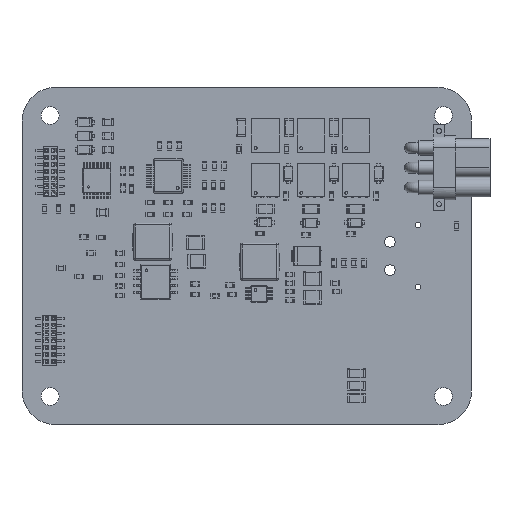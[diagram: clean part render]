
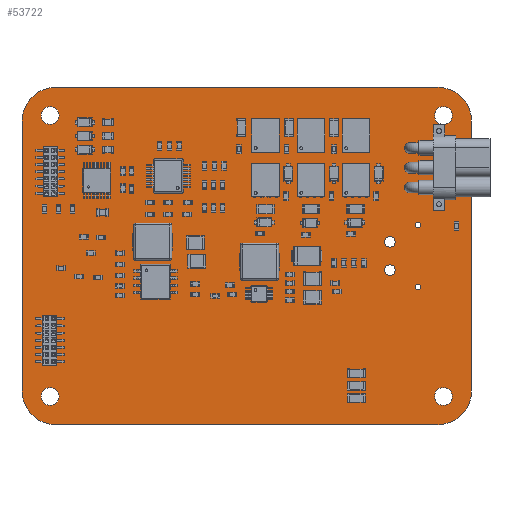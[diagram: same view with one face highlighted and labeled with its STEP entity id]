
A CAD part, top view. The second image highlights one B-rep face of the part: STEP entity #53722.
In plain terms, the highlighted planar face has unit normal (0, 0, 1).
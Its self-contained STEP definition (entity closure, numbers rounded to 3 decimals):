
#53430 = VERTEX_POINT('',#53431);
#53431 = CARTESIAN_POINT('',(190.972,-46.2,1.51));
#53437 = EDGE_CURVE('',#53430,#53438,#53440,.T.);
#53438 = VERTEX_POINT('',#53439);
#53439 = CARTESIAN_POINT('',(196.972,-52.2,1.51));
#53440 = CIRCLE('',#53441,6.);
#53441 = AXIS2_PLACEMENT_3D('',#53442,#53443,#53444);
#53442 = CARTESIAN_POINT('',(190.972,-52.2,1.51));
#53443 = DIRECTION('',(0.,0.,-1.));
#53444 = DIRECTION('',(0.,1.,0.));
#53472 = VERTEX_POINT('',#53473);
#53473 = CARTESIAN_POINT('',(122.972,-46.2,1.51));
#53479 = EDGE_CURVE('',#53472,#53430,#53480,.T.);
#53480 = LINE('',#53481,#53482);
#53481 = CARTESIAN_POINT('',(122.972,-46.2,1.51));
#53482 = VECTOR('',#53483,1.);
#53483 = DIRECTION('',(1.,0.,0.));
#53501 = EDGE_CURVE('',#53438,#53502,#53504,.T.);
#53502 = VERTEX_POINT('',#53503);
#53503 = CARTESIAN_POINT('',(196.972,-100.2,1.51));
#53504 = LINE('',#53505,#53506);
#53505 = CARTESIAN_POINT('',(196.972,-52.2,1.51));
#53506 = VECTOR('',#53507,1.);
#53507 = DIRECTION('',(0.,-1.,0.));
#53722 = ADVANCED_FACE('',(#53723,#53769,#53780,#53791,#53802,#53813,
    #53824,#53835,#53846,#53857,#53868,#53879,#53890,#53901),#53912,.T.
  );
#53723 = FACE_BOUND('',#53724,.T.);
#53724 = EDGE_LOOP('',(#53725,#53726,#53727,#53736,#53744,#53753,#53761,
    #53768));
#53725 = ORIENTED_EDGE('',*,*,#53437,.F.);
#53726 = ORIENTED_EDGE('',*,*,#53479,.F.);
#53727 = ORIENTED_EDGE('',*,*,#53728,.F.);
#53728 = EDGE_CURVE('',#53729,#53472,#53731,.T.);
#53729 = VERTEX_POINT('',#53730);
#53730 = CARTESIAN_POINT('',(116.972,-52.2,1.51));
#53731 = CIRCLE('',#53732,6.);
#53732 = AXIS2_PLACEMENT_3D('',#53733,#53734,#53735);
#53733 = CARTESIAN_POINT('',(122.972,-52.2,1.51));
#53734 = DIRECTION('',(0.,0.,-1.));
#53735 = DIRECTION('',(-1.,0.,-0.));
#53736 = ORIENTED_EDGE('',*,*,#53737,.F.);
#53737 = EDGE_CURVE('',#53738,#53729,#53740,.T.);
#53738 = VERTEX_POINT('',#53739);
#53739 = CARTESIAN_POINT('',(116.972,-100.2,1.51));
#53740 = LINE('',#53741,#53742);
#53741 = CARTESIAN_POINT('',(116.972,-100.2,1.51));
#53742 = VECTOR('',#53743,1.);
#53743 = DIRECTION('',(0.,1.,0.));
#53744 = ORIENTED_EDGE('',*,*,#53745,.F.);
#53745 = EDGE_CURVE('',#53746,#53738,#53748,.T.);
#53746 = VERTEX_POINT('',#53747);
#53747 = CARTESIAN_POINT('',(122.972,-106.2,1.51));
#53748 = CIRCLE('',#53749,6.);
#53749 = AXIS2_PLACEMENT_3D('',#53750,#53751,#53752);
#53750 = CARTESIAN_POINT('',(122.972,-100.2,1.51));
#53751 = DIRECTION('',(0.,0.,-1.));
#53752 = DIRECTION('',(0.,-1.,0.));
#53753 = ORIENTED_EDGE('',*,*,#53754,.F.);
#53754 = EDGE_CURVE('',#53755,#53746,#53757,.T.);
#53755 = VERTEX_POINT('',#53756);
#53756 = CARTESIAN_POINT('',(190.972,-106.2,1.51));
#53757 = LINE('',#53758,#53759);
#53758 = CARTESIAN_POINT('',(190.972,-106.2,1.51));
#53759 = VECTOR('',#53760,1.);
#53760 = DIRECTION('',(-1.,0.,0.));
#53761 = ORIENTED_EDGE('',*,*,#53762,.F.);
#53762 = EDGE_CURVE('',#53502,#53755,#53763,.T.);
#53763 = CIRCLE('',#53764,6.);
#53764 = AXIS2_PLACEMENT_3D('',#53765,#53766,#53767);
#53765 = CARTESIAN_POINT('',(190.972,-100.2,1.51));
#53766 = DIRECTION('',(0.,0.,-1.));
#53767 = DIRECTION('',(1.,0.,0.));
#53768 = ORIENTED_EDGE('',*,*,#53501,.F.);
#53769 = FACE_BOUND('',#53770,.T.);
#53770 = EDGE_LOOP('',(#53771));
#53771 = ORIENTED_EDGE('',*,*,#53772,.F.);
#53772 = EDGE_CURVE('',#53773,#53773,#53775,.T.);
#53773 = VERTEX_POINT('',#53774);
#53774 = CARTESIAN_POINT('',(123.572,-101.2,1.51));
#53775 = CIRCLE('',#53776,1.6);
#53776 = AXIS2_PLACEMENT_3D('',#53777,#53778,#53779);
#53777 = CARTESIAN_POINT('',(121.972,-101.2,1.51));
#53778 = DIRECTION('',(0.,0.,1.));
#53779 = DIRECTION('',(1.,0.,-0.));
#53780 = FACE_BOUND('',#53781,.T.);
#53781 = EDGE_LOOP('',(#53782));
#53782 = ORIENTED_EDGE('',*,*,#53783,.F.);
#53783 = EDGE_CURVE('',#53784,#53784,#53786,.T.);
#53784 = VERTEX_POINT('',#53785);
#53785 = CARTESIAN_POINT('',(193.572,-101.2,1.51));
#53786 = CIRCLE('',#53787,1.6);
#53787 = AXIS2_PLACEMENT_3D('',#53788,#53789,#53790);
#53788 = CARTESIAN_POINT('',(191.972,-101.2,1.51));
#53789 = DIRECTION('',(0.,0.,1.));
#53790 = DIRECTION('',(1.,0.,-0.));
#53791 = FACE_BOUND('',#53792,.T.);
#53792 = EDGE_LOOP('',(#53793));
#53793 = ORIENTED_EDGE('',*,*,#53794,.T.);
#53794 = EDGE_CURVE('',#53795,#53795,#53797,.T.);
#53795 = VERTEX_POINT('',#53796);
#53796 = CARTESIAN_POINT('',(182.45,-79.65,1.51));
#53797 = CIRCLE('',#53798,0.95);
#53798 = AXIS2_PLACEMENT_3D('',#53799,#53800,#53801);
#53799 = CARTESIAN_POINT('',(182.45,-78.7,1.51));
#53800 = DIRECTION('',(-0.,0.,-1.));
#53801 = DIRECTION('',(-0.,-1.,0.));
#53802 = FACE_BOUND('',#53803,.T.);
#53803 = EDGE_LOOP('',(#53804));
#53804 = ORIENTED_EDGE('',*,*,#53805,.T.);
#53805 = EDGE_CURVE('',#53806,#53806,#53808,.T.);
#53806 = VERTEX_POINT('',#53807);
#53807 = CARTESIAN_POINT('',(187.45,-82.2,1.51));
#53808 = CIRCLE('',#53809,0.5);
#53809 = AXIS2_PLACEMENT_3D('',#53810,#53811,#53812);
#53810 = CARTESIAN_POINT('',(187.45,-81.7,1.51));
#53811 = DIRECTION('',(-0.,0.,-1.));
#53812 = DIRECTION('',(-0.,-1.,0.));
#53813 = FACE_BOUND('',#53814,.T.);
#53814 = EDGE_LOOP('',(#53815));
#53815 = ORIENTED_EDGE('',*,*,#53816,.F.);
#53816 = EDGE_CURVE('',#53817,#53817,#53819,.T.);
#53817 = VERTEX_POINT('',#53818);
#53818 = CARTESIAN_POINT('',(123.572,-51.2,1.51));
#53819 = CIRCLE('',#53820,1.6);
#53820 = AXIS2_PLACEMENT_3D('',#53821,#53822,#53823);
#53821 = CARTESIAN_POINT('',(121.972,-51.2,1.51));
#53822 = DIRECTION('',(0.,0.,1.));
#53823 = DIRECTION('',(1.,0.,-0.));
#53824 = FACE_BOUND('',#53825,.T.);
#53825 = EDGE_LOOP('',(#53826));
#53826 = ORIENTED_EDGE('',*,*,#53827,.T.);
#53827 = EDGE_CURVE('',#53828,#53828,#53830,.T.);
#53828 = VERTEX_POINT('',#53829);
#53829 = CARTESIAN_POINT('',(182.45,-74.65,1.51));
#53830 = CIRCLE('',#53831,0.95);
#53831 = AXIS2_PLACEMENT_3D('',#53832,#53833,#53834);
#53832 = CARTESIAN_POINT('',(182.45,-73.7,1.51));
#53833 = DIRECTION('',(-0.,0.,-1.));
#53834 = DIRECTION('',(-0.,-1.,0.));
#53835 = FACE_BOUND('',#53836,.T.);
#53836 = EDGE_LOOP('',(#53837));
#53837 = ORIENTED_EDGE('',*,*,#53838,.T.);
#53838 = EDGE_CURVE('',#53839,#53839,#53841,.T.);
#53839 = VERTEX_POINT('',#53840);
#53840 = CARTESIAN_POINT('',(187.45,-71.2,1.51));
#53841 = CIRCLE('',#53842,0.5);
#53842 = AXIS2_PLACEMENT_3D('',#53843,#53844,#53845);
#53843 = CARTESIAN_POINT('',(187.45,-70.7,1.51));
#53844 = DIRECTION('',(-0.,0.,-1.));
#53845 = DIRECTION('',(-0.,-1.,0.));
#53846 = FACE_BOUND('',#53847,.T.);
#53847 = EDGE_LOOP('',(#53848));
#53848 = ORIENTED_EDGE('',*,*,#53849,.T.);
#53849 = EDGE_CURVE('',#53850,#53850,#53852,.T.);
#53850 = VERTEX_POINT('',#53851);
#53851 = CARTESIAN_POINT('',(191.175,-67.5,1.51));
#53852 = CIRCLE('',#53853,0.5);
#53853 = AXIS2_PLACEMENT_3D('',#53854,#53855,#53856);
#53854 = CARTESIAN_POINT('',(191.175,-67.,1.51));
#53855 = DIRECTION('',(-0.,0.,-1.));
#53856 = DIRECTION('',(-0.,-1.,0.));
#53857 = FACE_BOUND('',#53858,.T.);
#53858 = EDGE_LOOP('',(#53859));
#53859 = ORIENTED_EDGE('',*,*,#53860,.T.);
#53860 = EDGE_CURVE('',#53861,#53861,#53863,.T.);
#53861 = VERTEX_POINT('',#53862);
#53862 = CARTESIAN_POINT('',(186.175,-64.95,1.51));
#53863 = CIRCLE('',#53864,0.95);
#53864 = AXIS2_PLACEMENT_3D('',#53865,#53866,#53867);
#53865 = CARTESIAN_POINT('',(186.175,-64.,1.51));
#53866 = DIRECTION('',(-0.,0.,-1.));
#53867 = DIRECTION('',(-0.,-1.,0.));
#53868 = FACE_BOUND('',#53869,.T.);
#53869 = EDGE_LOOP('',(#53870));
#53870 = ORIENTED_EDGE('',*,*,#53871,.T.);
#53871 = EDGE_CURVE('',#53872,#53872,#53874,.T.);
#53872 = VERTEX_POINT('',#53873);
#53873 = CARTESIAN_POINT('',(186.175,-61.45,1.51));
#53874 = CIRCLE('',#53875,0.95);
#53875 = AXIS2_PLACEMENT_3D('',#53876,#53877,#53878);
#53876 = CARTESIAN_POINT('',(186.175,-60.5,1.51));
#53877 = DIRECTION('',(-0.,0.,-1.));
#53878 = DIRECTION('',(-0.,-1.,0.));
#53879 = FACE_BOUND('',#53880,.T.);
#53880 = EDGE_LOOP('',(#53881));
#53881 = ORIENTED_EDGE('',*,*,#53882,.T.);
#53882 = EDGE_CURVE('',#53883,#53883,#53885,.T.);
#53883 = VERTEX_POINT('',#53884);
#53884 = CARTESIAN_POINT('',(186.175,-57.95,1.51));
#53885 = CIRCLE('',#53886,0.95);
#53886 = AXIS2_PLACEMENT_3D('',#53887,#53888,#53889);
#53887 = CARTESIAN_POINT('',(186.175,-57.,1.51));
#53888 = DIRECTION('',(-0.,0.,-1.));
#53889 = DIRECTION('',(-0.,-1.,0.));
#53890 = FACE_BOUND('',#53891,.T.);
#53891 = EDGE_LOOP('',(#53892));
#53892 = ORIENTED_EDGE('',*,*,#53893,.T.);
#53893 = EDGE_CURVE('',#53894,#53894,#53896,.T.);
#53894 = VERTEX_POINT('',#53895);
#53895 = CARTESIAN_POINT('',(191.175,-54.5,1.51));
#53896 = CIRCLE('',#53897,0.5);
#53897 = AXIS2_PLACEMENT_3D('',#53898,#53899,#53900);
#53898 = CARTESIAN_POINT('',(191.175,-54.,1.51));
#53899 = DIRECTION('',(-0.,0.,-1.));
#53900 = DIRECTION('',(-0.,-1.,0.));
#53901 = FACE_BOUND('',#53902,.T.);
#53902 = EDGE_LOOP('',(#53903));
#53903 = ORIENTED_EDGE('',*,*,#53904,.F.);
#53904 = EDGE_CURVE('',#53905,#53905,#53907,.T.);
#53905 = VERTEX_POINT('',#53906);
#53906 = CARTESIAN_POINT('',(193.572,-51.2,1.51));
#53907 = CIRCLE('',#53908,1.6);
#53908 = AXIS2_PLACEMENT_3D('',#53909,#53910,#53911);
#53909 = CARTESIAN_POINT('',(191.972,-51.2,1.51));
#53910 = DIRECTION('',(0.,0.,1.));
#53911 = DIRECTION('',(1.,0.,-0.));
#53912 = PLANE('',#53913);
#53913 = AXIS2_PLACEMENT_3D('',#53914,#53915,#53916);
#53914 = CARTESIAN_POINT('',(0.,0.,1.51));
#53915 = DIRECTION('',(0.,0.,1.));
#53916 = DIRECTION('',(1.,0.,-0.));
